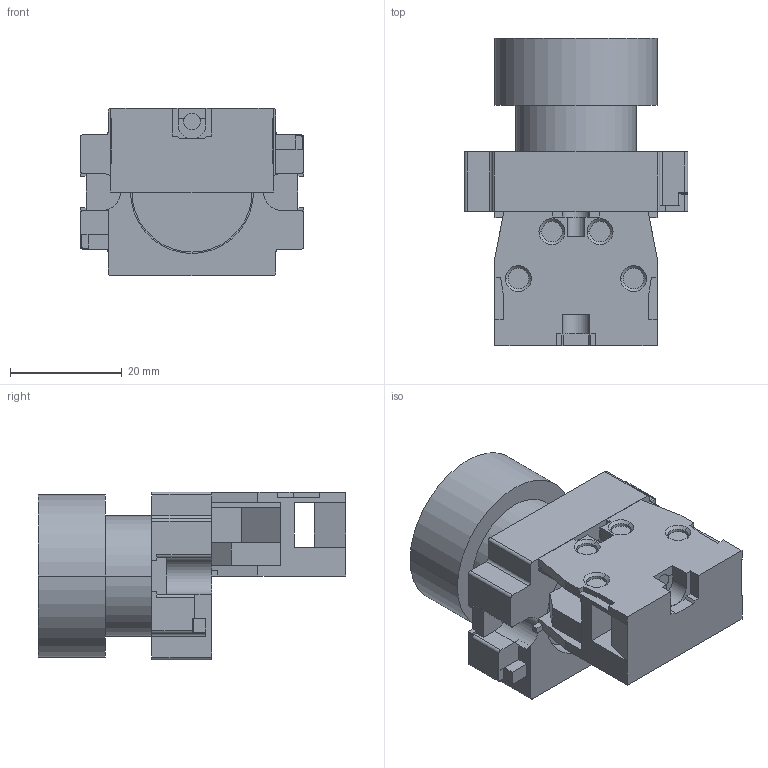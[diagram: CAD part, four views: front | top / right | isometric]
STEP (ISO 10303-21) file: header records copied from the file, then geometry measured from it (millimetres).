
FILE_DESCRIPTION((''),'2;1');
FILE_NAME('CDLA6H-BA_ASM','2024-02-19T',('sipei.wu'),(''),'PRO/ENGINEER BY PARAMETRIC TECHNOLOGY CORPORATION, 2015440','PRO/ENGINEER BY PARAMETRIC TECHNOLOGY CORPORATION, 2015440','');
FILE_SCHEMA(('CONFIG_CONTROL_DESIGN'));
Length unit declared in the file: millimetre
Products named in the file (4): JIZUO_1; ANNIU_2; DIZUO_1; CDLA6H-BA_ASM
Assembly tree (3 placements, depth 2):
  CDLA6H-BA_ASM
    JIZUO_1
    ANNIU_2
    DIZUO_1
Bounding box: 40 x 55 x 30 mm (x, y, z)
Volume: 28338.8 mm3; surface area: 11308.7 mm2
Topology: 3 solids, 3 shells, 185 faces, 526 edges, 348 vertices
Faces by surface type: plane 131, cylinder 44, cone 8, torus 2
Entity records: 6125 total; most frequent: CARTESIAN_POINT 1080, ORIENTED_EDGE 1052, DIRECTION 1023, EDGE_CURVE 526, VECTOR 409, LINE 409, VERTEX_POINT 348, AXIS2_PLACEMENT_3D 307
